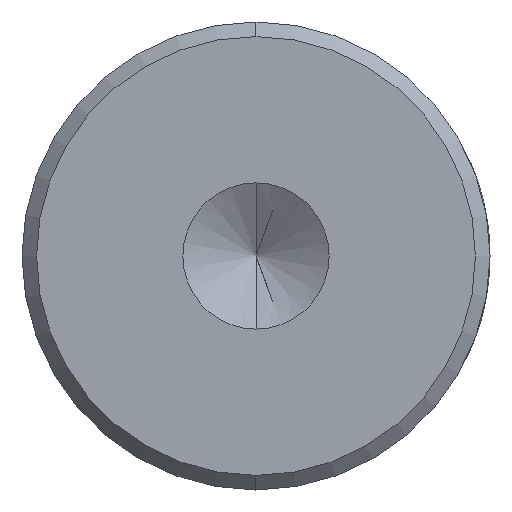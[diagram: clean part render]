
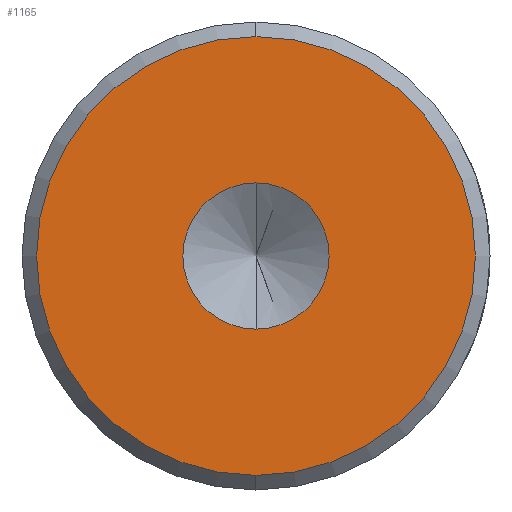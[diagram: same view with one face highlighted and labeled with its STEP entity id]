
A CAD part, left-side view. The second image highlights one B-rep face of the part: STEP entity #1165.
In plain terms, the highlighted planar face has unit normal (-1, 0, 0).
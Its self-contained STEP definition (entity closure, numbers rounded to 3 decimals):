
#18 = DIRECTION ( 'NONE',  ( 0., 0., 1. ) ) ;
#20 = VERTEX_POINT ( 'NONE', #1067 ) ;
#21 = CARTESIAN_POINT ( 'NONE',  ( 0., 0., 2.5 ) ) ;
#109 = CARTESIAN_POINT ( 'NONE',  ( 0., 0., 0. ) ) ;
#193 = DIRECTION ( 'NONE',  ( -1., 0., 0. ) ) ;
#210 = CARTESIAN_POINT ( 'NONE',  ( 0., 0., 7.501 ) ) ;
#216 = DIRECTION ( 'NONE',  ( 0., 0., 1. ) ) ;
#256 = CIRCLE ( 'NONE', #736, 7.501 ) ;
#369 = AXIS2_PLACEMENT_3D ( 'NONE', #109, #845, #216 ) ;
#373 = CIRCLE ( 'NONE', #1072, 2.5 ) ;
#375 = CARTESIAN_POINT ( 'NONE',  ( 0., 0., 0. ) ) ;
#388 = ORIENTED_EDGE ( 'NONE', *, *, #487, .T. ) ;
#404 = CIRCLE ( 'NONE', #369, 7.501 ) ;
#444 = CARTESIAN_POINT ( 'NONE',  ( 0., 0., 0. ) ) ;
#479 = DIRECTION ( 'NONE',  ( 0., 0., 1. ) ) ;
#487 = EDGE_CURVE ( 'NONE', #670, #686, #256, .T. ) ;
#554 = DIRECTION ( 'NONE',  ( 0., 0., 1. ) ) ;
#555 = AXIS2_PLACEMENT_3D ( 'NONE', #825, #193, #928 ) ;
#581 = EDGE_LOOP ( 'NONE', ( #629, #388 ) ) ;
#629 = ORIENTED_EDGE ( 'NONE', *, *, #703, .T. ) ;
#641 = DIRECTION ( 'NONE',  ( -1., 0., 0. ) ) ;
#670 = VERTEX_POINT ( 'NONE', #210 ) ;
#686 = VERTEX_POINT ( 'NONE', #1031 ) ;
#700 = EDGE_LOOP ( 'NONE', ( #1282, #827 ) ) ;
#703 = EDGE_CURVE ( 'NONE', #686, #670, #404, .T. ) ;
#709 = EDGE_CURVE ( 'NONE', #885, #20, #373, .T. ) ;
#736 = AXIS2_PLACEMENT_3D ( 'NONE', #444, #1148, #554 ) ;
#825 = CARTESIAN_POINT ( 'NONE',  ( 0., 0., 0. ) ) ;
#827 = ORIENTED_EDGE ( 'NONE', *, *, #1050, .F. ) ;
#845 = DIRECTION ( 'NONE',  ( -1., 0., 0. ) ) ;
#885 = VERTEX_POINT ( 'NONE', #21 ) ;
#928 = DIRECTION ( 'NONE',  ( 0., 0., 1. ) ) ;
#985 = PLANE ( 'NONE',  #1278 ) ;
#1019 = FACE_OUTER_BOUND ( 'NONE', #581, .T. ) ;
#1031 = CARTESIAN_POINT ( 'NONE',  ( 0., 0., -7.501 ) ) ;
#1050 = EDGE_CURVE ( 'NONE', #20, #885, #1108, .T. ) ;
#1067 = CARTESIAN_POINT ( 'NONE',  ( 0., 0., -2.5 ) ) ;
#1072 = AXIS2_PLACEMENT_3D ( 'NONE', #1232, #641, #18 ) ;
#1085 = DIRECTION ( 'NONE',  ( -1., 0., 0. ) ) ;
#1108 = CIRCLE ( 'NONE', #555, 2.5 ) ;
#1148 = DIRECTION ( 'NONE',  ( -1., 0., 0. ) ) ;
#1165 = ADVANCED_FACE ( 'NONE', ( #1019, #1277 ), #985, .T. ) ;
#1232 = CARTESIAN_POINT ( 'NONE',  ( 0., 0., 0. ) ) ;
#1277 = FACE_BOUND ( 'NONE', #700, .T. ) ;
#1278 = AXIS2_PLACEMENT_3D ( 'NONE', #375, #1085, #479 ) ;
#1282 = ORIENTED_EDGE ( 'NONE', *, *, #709, .F. ) ;
